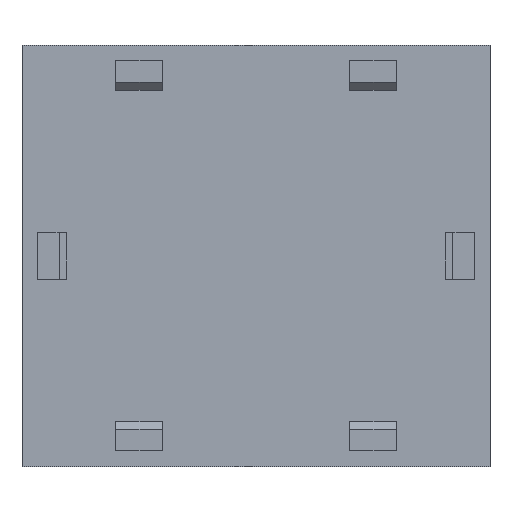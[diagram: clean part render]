
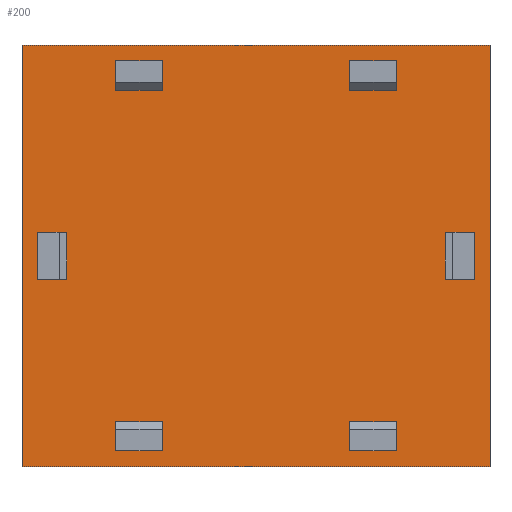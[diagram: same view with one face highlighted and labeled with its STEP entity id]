
A CAD part, top view. The second image highlights one B-rep face of the part: STEP entity #200.
In plain terms, the highlighted planar face has unit normal (0, 0, 1).
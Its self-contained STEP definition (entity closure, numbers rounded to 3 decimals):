
#32 = VERTEX_POINT('',#33);
#33 = CARTESIAN_POINT('',(-9.,-12.5,0.));
#39 = EDGE_CURVE('',#40,#32,#42,.T.);
#40 = VERTEX_POINT('',#41);
#41 = CARTESIAN_POINT('',(-9.,-10.625,0.));
#42 = LINE('',#43,#44);
#43 = CARTESIAN_POINT('',(-9.,-10.625,0.));
#44 = VECTOR('',#45,1.);
#45 = DIRECTION('',(0.,-1.,0.));
#159 = VERTEX_POINT('',#160);
#160 = CARTESIAN_POINT('',(-6.,-12.5,0.));
#166 = EDGE_CURVE('',#32,#159,#167,.T.);
#167 = LINE('',#168,#169);
#168 = CARTESIAN_POINT('',(-9.,-12.5,0.));
#169 = VECTOR('',#170,1.);
#170 = DIRECTION('',(1.,0.,0.));
#200 = ADVANCED_FACE('',(#201,#235,#253,#287,#321,#355,#389),#423,.T.);
#201 = FACE_BOUND('',#202,.T.);
#202 = EDGE_LOOP('',(#203,#213,#221,#229));
#203 = ORIENTED_EDGE('',*,*,#204,.T.);
#204 = EDGE_CURVE('',#205,#207,#209,.T.);
#205 = VERTEX_POINT('',#206);
#206 = CARTESIAN_POINT('',(-15.,13.5,0.));
#207 = VERTEX_POINT('',#208);
#208 = CARTESIAN_POINT('',(-15.,-13.5,0.));
#209 = LINE('',#210,#211);
#210 = CARTESIAN_POINT('',(-15.,13.5,0.));
#211 = VECTOR('',#212,1.);
#212 = DIRECTION('',(0.,-1.,0.));
#213 = ORIENTED_EDGE('',*,*,#214,.T.);
#214 = EDGE_CURVE('',#207,#215,#217,.T.);
#215 = VERTEX_POINT('',#216);
#216 = CARTESIAN_POINT('',(15.,-13.5,0.));
#217 = LINE('',#218,#219);
#218 = CARTESIAN_POINT('',(-15.,-13.5,0.));
#219 = VECTOR('',#220,1.);
#220 = DIRECTION('',(1.,0.,0.));
#221 = ORIENTED_EDGE('',*,*,#222,.T.);
#222 = EDGE_CURVE('',#215,#223,#225,.T.);
#223 = VERTEX_POINT('',#224);
#224 = CARTESIAN_POINT('',(15.,13.5,0.));
#225 = LINE('',#226,#227);
#226 = CARTESIAN_POINT('',(15.,-13.5,0.));
#227 = VECTOR('',#228,1.);
#228 = DIRECTION('',(0.,1.,0.));
#229 = ORIENTED_EDGE('',*,*,#230,.T.);
#230 = EDGE_CURVE('',#223,#205,#231,.T.);
#231 = LINE('',#232,#233);
#232 = CARTESIAN_POINT('',(15.,13.5,0.));
#233 = VECTOR('',#234,1.);
#234 = DIRECTION('',(-1.,0.,0.));
#235 = FACE_BOUND('',#236,.T.);
#236 = EDGE_LOOP('',(#237,#238,#246,#252));
#237 = ORIENTED_EDGE('',*,*,#39,.F.);
#238 = ORIENTED_EDGE('',*,*,#239,.F.);
#239 = EDGE_CURVE('',#240,#40,#242,.T.);
#240 = VERTEX_POINT('',#241);
#241 = CARTESIAN_POINT('',(-6.,-10.625,0.));
#242 = LINE('',#243,#244);
#243 = CARTESIAN_POINT('',(-6.,-10.625,0.));
#244 = VECTOR('',#245,1.);
#245 = DIRECTION('',(-1.,0.,0.));
#246 = ORIENTED_EDGE('',*,*,#247,.F.);
#247 = EDGE_CURVE('',#159,#240,#248,.T.);
#248 = LINE('',#249,#250);
#249 = CARTESIAN_POINT('',(-6.,-12.5,0.));
#250 = VECTOR('',#251,1.);
#251 = DIRECTION('',(0.,1.,0.));
#252 = ORIENTED_EDGE('',*,*,#166,.F.);
#253 = FACE_BOUND('',#254,.T.);
#254 = EDGE_LOOP('',(#255,#265,#273,#281));
#255 = ORIENTED_EDGE('',*,*,#256,.F.);
#256 = EDGE_CURVE('',#257,#259,#261,.T.);
#257 = VERTEX_POINT('',#258);
#258 = CARTESIAN_POINT('',(6.,-10.625,0.));
#259 = VERTEX_POINT('',#260);
#260 = CARTESIAN_POINT('',(6.,-12.5,0.));
#261 = LINE('',#262,#263);
#262 = CARTESIAN_POINT('',(6.,-10.625,0.));
#263 = VECTOR('',#264,1.);
#264 = DIRECTION('',(0.,-1.,0.));
#265 = ORIENTED_EDGE('',*,*,#266,.F.);
#266 = EDGE_CURVE('',#267,#257,#269,.T.);
#267 = VERTEX_POINT('',#268);
#268 = CARTESIAN_POINT('',(9.,-10.625,0.));
#269 = LINE('',#270,#271);
#270 = CARTESIAN_POINT('',(9.,-10.625,0.));
#271 = VECTOR('',#272,1.);
#272 = DIRECTION('',(-1.,0.,0.));
#273 = ORIENTED_EDGE('',*,*,#274,.F.);
#274 = EDGE_CURVE('',#275,#267,#277,.T.);
#275 = VERTEX_POINT('',#276);
#276 = CARTESIAN_POINT('',(9.,-12.5,0.));
#277 = LINE('',#278,#279);
#278 = CARTESIAN_POINT('',(9.,-12.5,0.));
#279 = VECTOR('',#280,1.);
#280 = DIRECTION('',(0.,1.,0.));
#281 = ORIENTED_EDGE('',*,*,#282,.F.);
#282 = EDGE_CURVE('',#259,#275,#283,.T.);
#283 = LINE('',#284,#285);
#284 = CARTESIAN_POINT('',(6.,-12.5,0.));
#285 = VECTOR('',#286,1.);
#286 = DIRECTION('',(1.,0.,0.));
#287 = FACE_BOUND('',#288,.T.);
#288 = EDGE_LOOP('',(#289,#299,#307,#315));
#289 = ORIENTED_EDGE('',*,*,#290,.F.);
#290 = EDGE_CURVE('',#291,#293,#295,.T.);
#291 = VERTEX_POINT('',#292);
#292 = CARTESIAN_POINT('',(-14.,1.5,0.));
#293 = VERTEX_POINT('',#294);
#294 = CARTESIAN_POINT('',(-14.,-1.5,0.));
#295 = LINE('',#296,#297);
#296 = CARTESIAN_POINT('',(-14.,1.5,0.));
#297 = VECTOR('',#298,1.);
#298 = DIRECTION('',(0.,-1.,0.));
#299 = ORIENTED_EDGE('',*,*,#300,.F.);
#300 = EDGE_CURVE('',#301,#291,#303,.T.);
#301 = VERTEX_POINT('',#302);
#302 = CARTESIAN_POINT('',(-12.125,1.5,0.));
#303 = LINE('',#304,#305);
#304 = CARTESIAN_POINT('',(-12.125,1.5,0.));
#305 = VECTOR('',#306,1.);
#306 = DIRECTION('',(-1.,0.,0.));
#307 = ORIENTED_EDGE('',*,*,#308,.F.);
#308 = EDGE_CURVE('',#309,#301,#311,.T.);
#309 = VERTEX_POINT('',#310);
#310 = CARTESIAN_POINT('',(-12.125,-1.5,0.));
#311 = LINE('',#312,#313);
#312 = CARTESIAN_POINT('',(-12.125,-1.5,0.));
#313 = VECTOR('',#314,1.);
#314 = DIRECTION('',(0.,1.,0.));
#315 = ORIENTED_EDGE('',*,*,#316,.F.);
#316 = EDGE_CURVE('',#293,#309,#317,.T.);
#317 = LINE('',#318,#319);
#318 = CARTESIAN_POINT('',(-14.,-1.5,0.));
#319 = VECTOR('',#320,1.);
#320 = DIRECTION('',(1.,0.,0.));
#321 = FACE_BOUND('',#322,.T.);
#322 = EDGE_LOOP('',(#323,#333,#341,#349));
#323 = ORIENTED_EDGE('',*,*,#324,.F.);
#324 = EDGE_CURVE('',#325,#327,#329,.T.);
#325 = VERTEX_POINT('',#326);
#326 = CARTESIAN_POINT('',(-9.,12.5,0.));
#327 = VERTEX_POINT('',#328);
#328 = CARTESIAN_POINT('',(-9.,10.625,0.));
#329 = LINE('',#330,#331);
#330 = CARTESIAN_POINT('',(-9.,12.5,0.));
#331 = VECTOR('',#332,1.);
#332 = DIRECTION('',(0.,-1.,0.));
#333 = ORIENTED_EDGE('',*,*,#334,.F.);
#334 = EDGE_CURVE('',#335,#325,#337,.T.);
#335 = VERTEX_POINT('',#336);
#336 = CARTESIAN_POINT('',(-6.,12.5,0.));
#337 = LINE('',#338,#339);
#338 = CARTESIAN_POINT('',(-6.,12.5,0.));
#339 = VECTOR('',#340,1.);
#340 = DIRECTION('',(-1.,0.,0.));
#341 = ORIENTED_EDGE('',*,*,#342,.F.);
#342 = EDGE_CURVE('',#343,#335,#345,.T.);
#343 = VERTEX_POINT('',#344);
#344 = CARTESIAN_POINT('',(-6.,10.625,0.));
#345 = LINE('',#346,#347);
#346 = CARTESIAN_POINT('',(-6.,10.625,0.));
#347 = VECTOR('',#348,1.);
#348 = DIRECTION('',(0.,1.,0.));
#349 = ORIENTED_EDGE('',*,*,#350,.F.);
#350 = EDGE_CURVE('',#327,#343,#351,.T.);
#351 = LINE('',#352,#353);
#352 = CARTESIAN_POINT('',(-9.,10.625,0.));
#353 = VECTOR('',#354,1.);
#354 = DIRECTION('',(1.,0.,0.));
#355 = FACE_BOUND('',#356,.T.);
#356 = EDGE_LOOP('',(#357,#367,#375,#383));
#357 = ORIENTED_EDGE('',*,*,#358,.F.);
#358 = EDGE_CURVE('',#359,#361,#363,.T.);
#359 = VERTEX_POINT('',#360);
#360 = CARTESIAN_POINT('',(12.125,1.5,0.));
#361 = VERTEX_POINT('',#362);
#362 = CARTESIAN_POINT('',(12.125,-1.5,0.));
#363 = LINE('',#364,#365);
#364 = CARTESIAN_POINT('',(12.125,1.5,0.));
#365 = VECTOR('',#366,1.);
#366 = DIRECTION('',(0.,-1.,0.));
#367 = ORIENTED_EDGE('',*,*,#368,.F.);
#368 = EDGE_CURVE('',#369,#359,#371,.T.);
#369 = VERTEX_POINT('',#370);
#370 = CARTESIAN_POINT('',(14.,1.5,0.));
#371 = LINE('',#372,#373);
#372 = CARTESIAN_POINT('',(14.,1.5,0.));
#373 = VECTOR('',#374,1.);
#374 = DIRECTION('',(-1.,0.,0.));
#375 = ORIENTED_EDGE('',*,*,#376,.F.);
#376 = EDGE_CURVE('',#377,#369,#379,.T.);
#377 = VERTEX_POINT('',#378);
#378 = CARTESIAN_POINT('',(14.,-1.5,0.));
#379 = LINE('',#380,#381);
#380 = CARTESIAN_POINT('',(14.,-1.5,0.));
#381 = VECTOR('',#382,1.);
#382 = DIRECTION('',(0.,1.,0.));
#383 = ORIENTED_EDGE('',*,*,#384,.F.);
#384 = EDGE_CURVE('',#361,#377,#385,.T.);
#385 = LINE('',#386,#387);
#386 = CARTESIAN_POINT('',(12.125,-1.5,0.));
#387 = VECTOR('',#388,1.);
#388 = DIRECTION('',(1.,0.,0.));
#389 = FACE_BOUND('',#390,.T.);
#390 = EDGE_LOOP('',(#391,#401,#409,#417));
#391 = ORIENTED_EDGE('',*,*,#392,.F.);
#392 = EDGE_CURVE('',#393,#395,#397,.T.);
#393 = VERTEX_POINT('',#394);
#394 = CARTESIAN_POINT('',(6.,12.5,0.));
#395 = VERTEX_POINT('',#396);
#396 = CARTESIAN_POINT('',(6.,10.625,0.));
#397 = LINE('',#398,#399);
#398 = CARTESIAN_POINT('',(6.,12.5,0.));
#399 = VECTOR('',#400,1.);
#400 = DIRECTION('',(0.,-1.,0.));
#401 = ORIENTED_EDGE('',*,*,#402,.F.);
#402 = EDGE_CURVE('',#403,#393,#405,.T.);
#403 = VERTEX_POINT('',#404);
#404 = CARTESIAN_POINT('',(9.,12.5,0.));
#405 = LINE('',#406,#407);
#406 = CARTESIAN_POINT('',(9.,12.5,0.));
#407 = VECTOR('',#408,1.);
#408 = DIRECTION('',(-1.,0.,0.));
#409 = ORIENTED_EDGE('',*,*,#410,.F.);
#410 = EDGE_CURVE('',#411,#403,#413,.T.);
#411 = VERTEX_POINT('',#412);
#412 = CARTESIAN_POINT('',(9.,10.625,0.));
#413 = LINE('',#414,#415);
#414 = CARTESIAN_POINT('',(9.,10.625,0.));
#415 = VECTOR('',#416,1.);
#416 = DIRECTION('',(0.,1.,0.));
#417 = ORIENTED_EDGE('',*,*,#418,.F.);
#418 = EDGE_CURVE('',#395,#411,#419,.T.);
#419 = LINE('',#420,#421);
#420 = CARTESIAN_POINT('',(6.,10.625,0.));
#421 = VECTOR('',#422,1.);
#422 = DIRECTION('',(1.,0.,0.));
#423 = PLANE('',#424);
#424 = AXIS2_PLACEMENT_3D('',#425,#426,#427);
#425 = CARTESIAN_POINT('',(0.,0.,0.));
#426 = DIRECTION('',(0.,0.,1.));
#427 = DIRECTION('',(1.,0.,0.));
